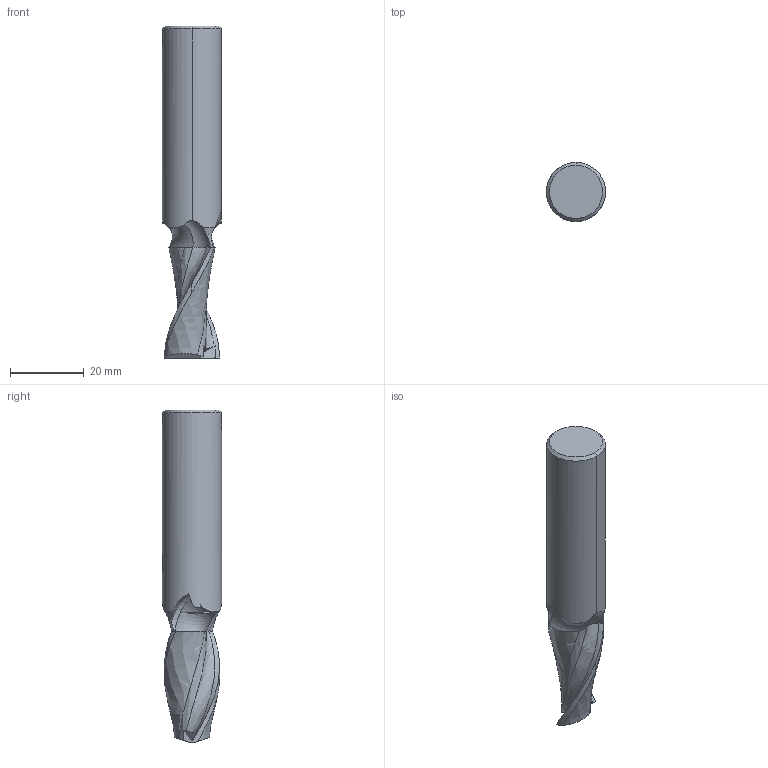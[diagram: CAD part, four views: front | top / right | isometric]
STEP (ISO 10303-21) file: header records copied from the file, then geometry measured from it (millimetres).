
FILE_DESCRIPTION(('no description'),'unknown implementation level');
FILE_NAME('solid8LC7dblnjJIxODDOz99sPuS9pkQ_1.STP',' ',('CIM GmbH Aachen'),('CADClick - KiM GmbH - www.kimweb.de'),'unknown preprocess','ACIS','unknown authorization');
FILE_SCHEMA(('automotive_design'));
Length unit declared in the file: millimetre
Products named in the file (2): 1; 2
Bounding box: 16 x 16 x 90 mm (x, y, z)
Volume: 13849.7 mm3; surface area: 4646.2 mm2
Topology: 2 solids, 2 shells, 67 faces, 193 edges, 125 vertices
Faces by surface type: plane 26, cylinder 11, cone 10, revolution 10, bspline 10
Entity records: 8142 total; most frequent: CARTESIAN_POINT 4408, STYLED_ITEM 383, PRESENTATION_STYLE_ASSIGNMENT 383, COLOUR_RGB 383, ORIENTED_EDGE 378, DIRECTION 260, EDGE_CURVE 189, CURVE_STYLE 189
